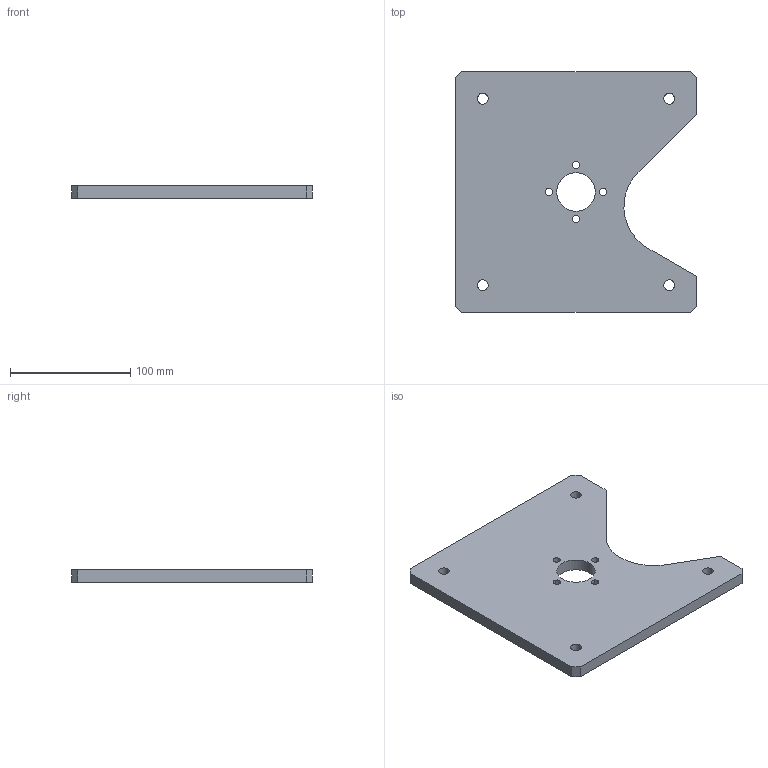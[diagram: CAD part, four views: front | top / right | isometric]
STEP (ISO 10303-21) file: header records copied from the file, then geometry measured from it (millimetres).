
FILE_DESCRIPTION(('CATIA V5 STEP Exchange'),'2;1');
FILE_NAME('EOLX1.0 Banc d''essai\EOLX1.0-D-000-003_A.stp','2020-01-30T21:51:07+00:00',('none'),('none'),'CATIA Version 5 Release 21 GA (IN-10)','CATIA V5 STEP AP203','none');
FILE_SCHEMA(('CONFIG_CONTROL_DESIGN'));
Length unit declared in the file: millimetre
Products named in the file (1): EOLX1.0-D-000-003_A
Bounding box: 200 x 200 x 10 mm (x, y, z)
Volume: 336428.8 mm3; surface area: 78620.9 mm2
Topology: 1 solids, 1 shells, 32 faces, 90 edges, 60 vertices
Faces by surface type: cylinder 19, plane 13
Entity records: 1042 total; most frequent: ORIENTED_EDGE 180, CARTESIAN_POINT 173, DIRECTION 134, EDGE_CURVE 90, AXIS2_PLACEMENT_3D 61, VERTEX_POINT 60, VECTOR 52, LINE 52
